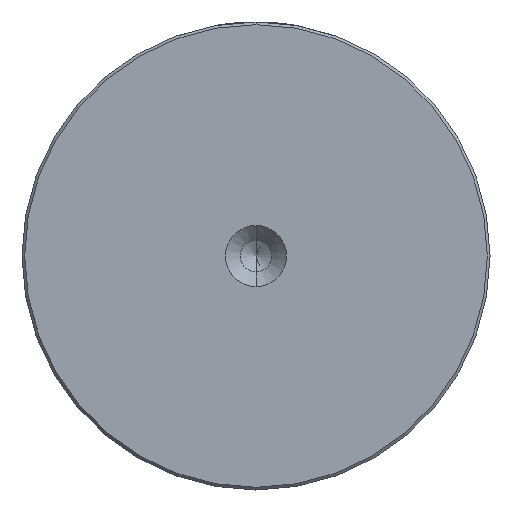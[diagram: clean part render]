
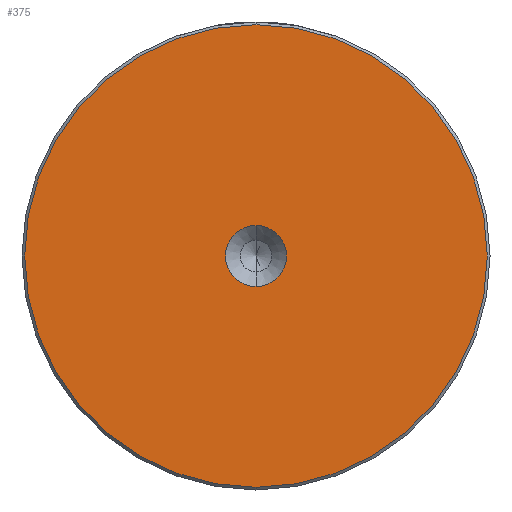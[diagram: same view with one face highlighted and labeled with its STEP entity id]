
A CAD part, left-side view. The second image highlights one B-rep face of the part: STEP entity #375.
In plain terms, the highlighted planar face has unit normal (-1, 0, 0).
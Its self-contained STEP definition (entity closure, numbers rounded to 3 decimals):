
#78 = DIRECTION ( 'NONE',  ( -1., 0., 0. ) ) ;
#124 = VERTEX_POINT ( 'NONE', #2280 ) ;
#230 = VERTEX_POINT ( 'NONE', #1757 ) ;
#295 = FACE_OUTER_BOUND ( 'NONE', #1932, .T. ) ;
#375 = ADVANCED_FACE ( 'NONE', ( #295, #2200 ), #2384, .T. ) ;
#411 = CARTESIAN_POINT ( 'NONE',  ( 0., 0., 0. ) ) ;
#629 = DIRECTION ( 'NONE',  ( 0., 0., 1. ) ) ;
#676 = ORIENTED_EDGE ( 'NONE', *, *, #995, .T. ) ;
#681 = DIRECTION ( 'NONE',  ( -1., 0., 0. ) ) ;
#808 = AXIS2_PLACEMENT_3D ( 'NONE', #2374, #2548, #2353 ) ;
#861 = CARTESIAN_POINT ( 'NONE',  ( 0., 0., -42.5 ) ) ;
#906 = DIRECTION ( 'NONE',  ( -1., 0., 0. ) ) ;
#909 = ORIENTED_EDGE ( 'NONE', *, *, #1278, .T. ) ;
#973 = AXIS2_PLACEMENT_3D ( 'NONE', #411, #1793, #629 ) ;
#995 = EDGE_CURVE ( 'NONE', #124, #1769, #1176, .T. ) ;
#1011 = VERTEX_POINT ( 'NONE', #2549 ) ;
#1078 = CIRCLE ( 'NONE', #2445, 5.6 ) ;
#1176 = CIRCLE ( 'NONE', #973, 42.5 ) ;
#1258 = CIRCLE ( 'NONE', #1420, 42.5 ) ;
#1278 = EDGE_CURVE ( 'NONE', #1769, #124, #1258, .T. ) ;
#1304 = CARTESIAN_POINT ( 'NONE',  ( 0., 0., 0. ) ) ;
#1356 = EDGE_CURVE ( 'NONE', #1011, #230, #1078, .T. ) ;
#1403 = ORIENTED_EDGE ( 'NONE', *, *, #1356, .F. ) ;
#1420 = AXIS2_PLACEMENT_3D ( 'NONE', #2057, #906, #2253 ) ;
#1497 = DIRECTION ( 'NONE',  ( 0., 0., 1. ) ) ;
#1648 = CIRCLE ( 'NONE', #1884, 5.6 ) ;
#1757 = CARTESIAN_POINT ( 'NONE',  ( 0., 0., 5.6 ) ) ;
#1769 = VERTEX_POINT ( 'NONE', #861 ) ;
#1793 = DIRECTION ( 'NONE',  ( -1., 0., 0. ) ) ;
#1840 = CARTESIAN_POINT ( 'NONE',  ( 0., 0., 0. ) ) ;
#1884 = AXIS2_PLACEMENT_3D ( 'NONE', #1840, #681, #2027 ) ;
#1932 = EDGE_LOOP ( 'NONE', ( #909, #676 ) ) ;
#2027 = DIRECTION ( 'NONE',  ( 0., 0., 1. ) ) ;
#2057 = CARTESIAN_POINT ( 'NONE',  ( 0., 0., 0. ) ) ;
#2109 = ORIENTED_EDGE ( 'NONE', *, *, #2425, .F. ) ;
#2200 = FACE_BOUND ( 'NONE', #2348, .T. ) ;
#2253 = DIRECTION ( 'NONE',  ( 0., 0., 1. ) ) ;
#2280 = CARTESIAN_POINT ( 'NONE',  ( 0., 0., 42.5 ) ) ;
#2348 = EDGE_LOOP ( 'NONE', ( #2109, #1403 ) ) ;
#2353 = DIRECTION ( 'NONE',  ( 0., 0., 1. ) ) ;
#2374 = CARTESIAN_POINT ( 'NONE',  ( 0., 0., 0. ) ) ;
#2384 = PLANE ( 'NONE',  #808 ) ;
#2425 = EDGE_CURVE ( 'NONE', #230, #1011, #1648, .T. ) ;
#2445 = AXIS2_PLACEMENT_3D ( 'NONE', #1304, #78, #1497 ) ;
#2548 = DIRECTION ( 'NONE',  ( -1., 0., 0. ) ) ;
#2549 = CARTESIAN_POINT ( 'NONE',  ( 0., 0., -5.6 ) ) ;
